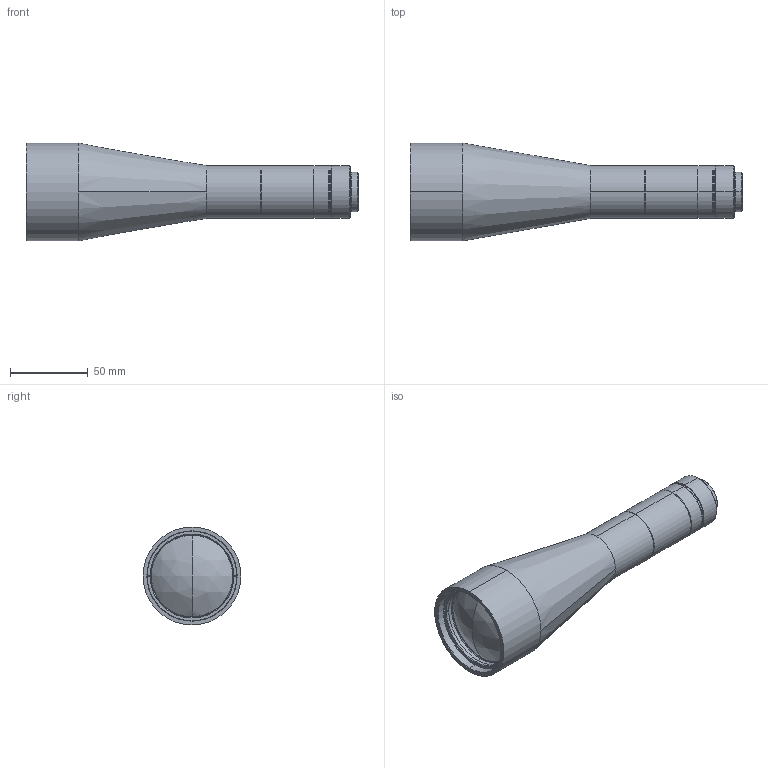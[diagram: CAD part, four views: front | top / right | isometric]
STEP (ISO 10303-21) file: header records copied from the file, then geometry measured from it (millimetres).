
FILE_DESCRIPTION (( 'STEP AP214' ), '1' );
FILE_NAME ('TTL16-45-70C.STEP', '2023-05-12T07:53:18', ( '' ), ( '' ), 'SwSTEP 2.0', 'SolidWorks 2022', '' );
FILE_SCHEMA (( 'AUTOMOTIVE_DESIGN' ));
Length unit declared in the file: millimetre
Products named in the file (1): TTL16-45-70C
Bounding box: 213.49 x 63 x 63 mm (x, y, z)
Volume: 175704.5 mm3; surface area: 80478.3 mm2
Topology: 20 solids, 20 shells, 336 faces, 724 edges, 453 vertices
Faces by surface type: cylinder 130, cone 91, plane 82, bspline 29, torus 4
Entity records: 13717 total; most frequent: CARTESIAN_POINT 2233, DIRECTION 1741, ORIENTED_EDGE 1448, AXIS2_PLACEMENT_3D 741, EDGE_CURVE 724, VERTEX_POINT 453, CIRCLE 433, EDGE_LOOP 393
